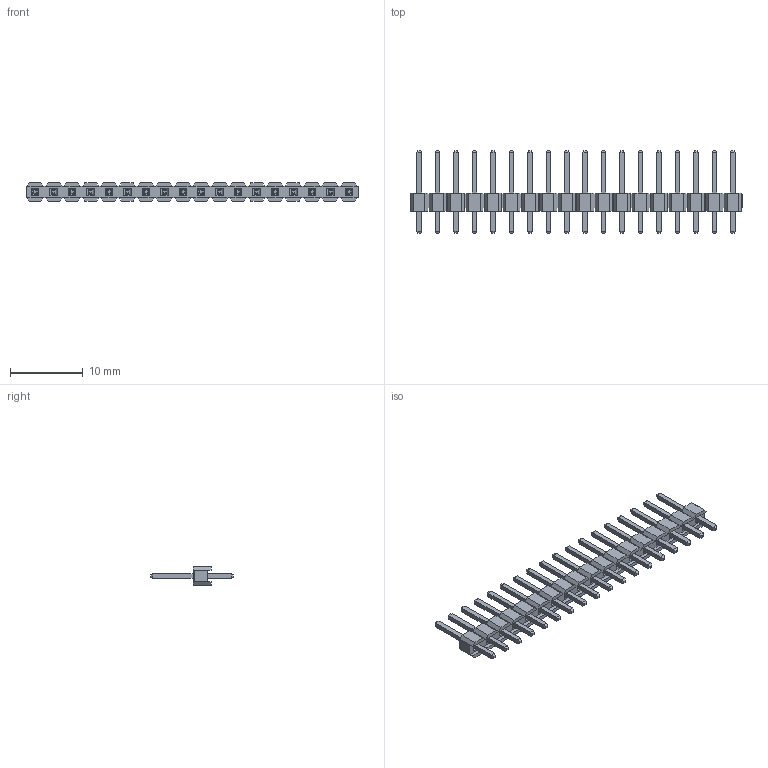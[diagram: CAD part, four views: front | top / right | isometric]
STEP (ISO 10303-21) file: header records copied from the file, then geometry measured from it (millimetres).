
FILE_DESCRIPTION (( 'STEP AP203' ), '1' );
FILE_NAME ('_ _ _C018SAAN-RC.STEP', '2016-06-08T07:16:24', ( 'LUANN HERRING' ), ( 'SULLINS' ), 'SwSTEP 2.0', 'SolidWorks 2015', '' );
FILE_SCHEMA (( 'CONFIG_CONTROL_DESIGN' ));
Length unit declared in the file: inch
Products named in the file (2): _ _ _C018SAAN-RC
Bounding box: 45.72 x 11.39 x 2.54 mm (x, y, z)
Volume: 292.5 mm3; surface area: 1133.6 mm2
Topology: 19 solids, 19 shells, 690 faces, 1596 edges, 944 vertices
Faces by surface type: plane 690
Entity records: 18853 total; most frequent: CARTESIAN_POINT 3232, ORIENTED_EDGE 3192, DIRECTION 2980, EDGE_CURVE 1596, VECTOR 1596, LINE 1596, VERTEX_POINT 944, EDGE_LOOP 726
